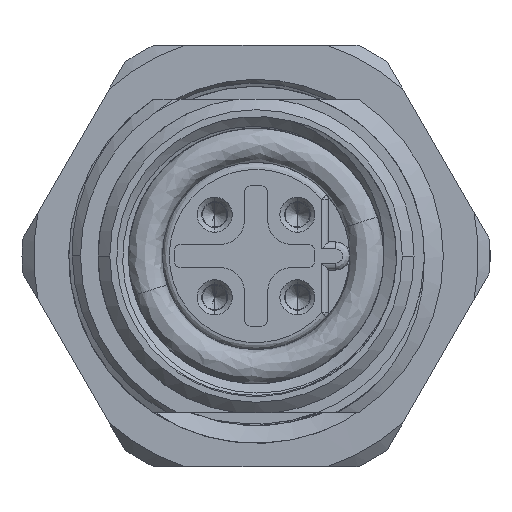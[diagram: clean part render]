
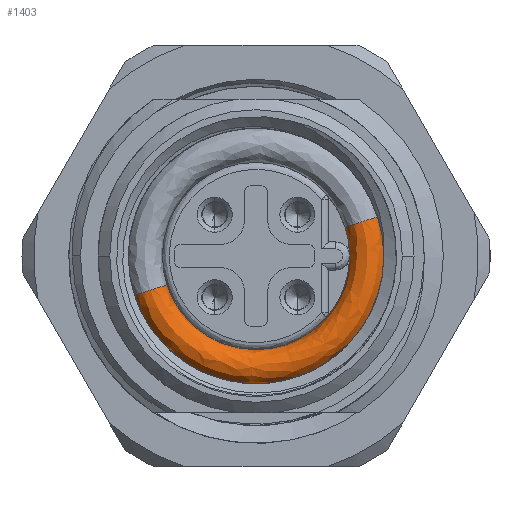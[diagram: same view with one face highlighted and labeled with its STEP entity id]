
A CAD part, front view. The second image highlights one B-rep face of the part: STEP entity #1403.
In plain terms, the highlighted free-form (B-spline) face has degree [3, 3] with [4, 4] control points.
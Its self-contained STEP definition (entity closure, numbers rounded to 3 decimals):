
#601 = CARTESIAN_POINT ( 'NONE',  ( -4.52, -6.113, -10.461 ) ) ;
#612 = DIRECTION ( 'NONE',  ( -0.952, 0., -0.308 ) ) ;
#878 = CARTESIAN_POINT ( 'NONE',  ( -1.346, -7.613, -17.842 ) ) ;
#1163 = CARTESIAN_POINT ( 'NONE',  ( 6.266, -7.613, -15.382 ) ) ;
#1313 = VERTEX_POINT ( 'NONE', #12900 ) ;
#1403 = ADVANCED_FACE ( 'NONE', ( #11496 ), #16969, .T. ) ;
#1697 = ORIENTED_EDGE ( 'NONE', *, *, #11297, .T. ) ;
#1900 = CIRCLE ( 'NONE', #20628, 5.5 ) ;
#1955 = CARTESIAN_POINT ( 'NONE',  ( 6.266, -6.113, -15.382 ) ) ;
#2839 = CARTESIAN_POINT ( 'NONE',  ( 8.616, -6.113, -17.775 ) ) ;
#6749 = DIRECTION ( 'NONE',  ( -0.308, 0., 0.952 ) ) ;
#7316 = EDGE_LOOP ( 'NONE', ( #26618, #18955, #1697, #19301 ) ) ;
#7705 = CARTESIAN_POINT ( 'NONE',  ( 4.52, -6.113, -7.539 ) ) ;
#8645 = CARTESIAN_POINT ( 'NONE',  ( 3.806, -6.113, -7.77 ) ) ;
#9250 = CARTESIAN_POINT ( 'NONE',  ( 8.616, -7.613, -17.775 ) ) ;
#9525 = CARTESIAN_POINT ( 'NONE',  ( 5.233, -6.113, -7.309 ) ) ;
#9797 = CARTESIAN_POINT ( 'NONE',  ( -1.346, -6.113, -17.842 ) ) ;
#10652 = EDGE_CURVE ( 'NONE', #23292, #25706, #14988, .T. ) ;
#11297 = EDGE_CURVE ( 'NONE', #14628, #25706, #14993, .T. ) ;
#11353 = CARTESIAN_POINT ( 'NONE',  ( -5.233, -6.113, -10.691 ) ) ;
#11496 = FACE_OUTER_BOUND ( 'NONE', #7316, .T. ) ;
#11772 = CARTESIAN_POINT ( 'NONE',  ( -1.85, -6.113, -21.158 ) ) ;
#12476 = CARTESIAN_POINT ( 'NONE',  ( 3.806, -6.113, -7.77 ) ) ;
#12900 = CARTESIAN_POINT ( 'NONE',  ( 5.233, -6.113, -7.309 ) ) ;
#13444 = AXIS2_PLACEMENT_3D ( 'NONE', #7705, #24762, #26298 ) ;
#13579 = CARTESIAN_POINT ( 'NONE',  ( -1.85, -7.613, -21.158 ) ) ;
#13657 = AXIS2_PLACEMENT_3D ( 'NONE', #17888, #26140, #21951 ) ;
#13739 = DIRECTION ( 'NONE',  ( 0., 1., 0. ) ) ;
#14123 = CARTESIAN_POINT ( 'NONE',  ( -3.806, -6.113, -10.23 ) ) ;
#14628 = VERTEX_POINT ( 'NONE', #12476 ) ;
#14988 = CIRCLE ( 'NONE', #19458, 0.75 ) ;
#14993 = CIRCLE ( 'NONE', #13657, 4. ) ;
#15274 = DIRECTION ( 'NONE',  ( -0.952, 0., -0.308 ) ) ;
#16969 =( BOUNDED_SURFACE ( )  B_SPLINE_SURFACE ( 3, 3, ( 
 ( #9525, #2839, #11772, #11353 ),
 ( #20295, #9250, #13579, #22110 ),
 ( #20021, #1163, #878, #17913 ),
 ( #8645, #1955, #9797, #18981 ) ),
 .UNSPECIFIED., .F., .F., .F. ) 
 B_SPLINE_SURFACE_WITH_KNOTS ( ( 4, 4 ),
 ( 4, 4 ),
 ( 0., 1. ),
 ( 0., 1. ),
 .UNSPECIFIED. ) 
 GEOMETRIC_REPRESENTATION_ITEM ( )  RATIONAL_B_SPLINE_SURFACE ( (
 ( 1., 0.333, 0.333, 1.),
 ( 0.333, 0.111, 0.111, 0.333),
 ( 0.333, 0.111, 0.111, 0.333),
 ( 1., 0.333, 0.333, 1.) ) ) 
 REPRESENTATION_ITEM ( '' )  SURFACE ( )  );
#17366 = EDGE_CURVE ( 'NONE', #1313, #14628, #22372, .T. ) ;
#17888 = CARTESIAN_POINT ( 'NONE',  ( 0., -6.113, -9. ) ) ;
#17913 = CARTESIAN_POINT ( 'NONE',  ( -3.806, -7.613, -10.23 ) ) ;
#18076 = CARTESIAN_POINT ( 'NONE',  ( 0., -6.113, -9. ) ) ;
#18955 = ORIENTED_EDGE ( 'NONE', *, *, #17366, .T. ) ;
#18981 = CARTESIAN_POINT ( 'NONE',  ( -3.806, -6.113, -10.23 ) ) ;
#19301 = ORIENTED_EDGE ( 'NONE', *, *, #10652, .F. ) ;
#19458 = AXIS2_PLACEMENT_3D ( 'NONE', #601, #6749, #15274 ) ;
#19558 = EDGE_CURVE ( 'NONE', #1313, #23292, #1900, .T. ) ;
#20021 = CARTESIAN_POINT ( 'NONE',  ( 3.806, -7.613, -7.77 ) ) ;
#20295 = CARTESIAN_POINT ( 'NONE',  ( 5.233, -7.613, -7.309 ) ) ;
#20628 = AXIS2_PLACEMENT_3D ( 'NONE', #18076, #13739, #612 ) ;
#21951 = DIRECTION ( 'NONE',  ( -0.952, 0., -0.308 ) ) ;
#22110 = CARTESIAN_POINT ( 'NONE',  ( -5.233, -7.613, -10.691 ) ) ;
#22372 = CIRCLE ( 'NONE', #13444, 0.75 ) ;
#23292 = VERTEX_POINT ( 'NONE', #27467 ) ;
#24762 = DIRECTION ( 'NONE',  ( 0.308, 0., -0.952 ) ) ;
#25706 = VERTEX_POINT ( 'NONE', #14123 ) ;
#26140 = DIRECTION ( 'NONE',  ( 0., 1., 0. ) ) ;
#26298 = DIRECTION ( 'NONE',  ( 0.952, 0., 0.308 ) ) ;
#26618 = ORIENTED_EDGE ( 'NONE', *, *, #19558, .F. ) ;
#27467 = CARTESIAN_POINT ( 'NONE',  ( -5.233, -6.113, -10.691 ) ) ;
